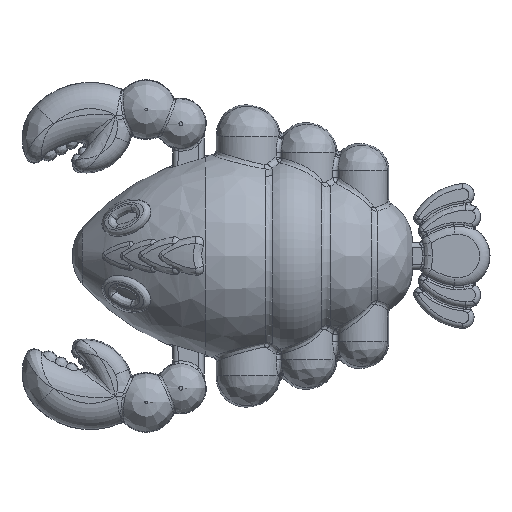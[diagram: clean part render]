
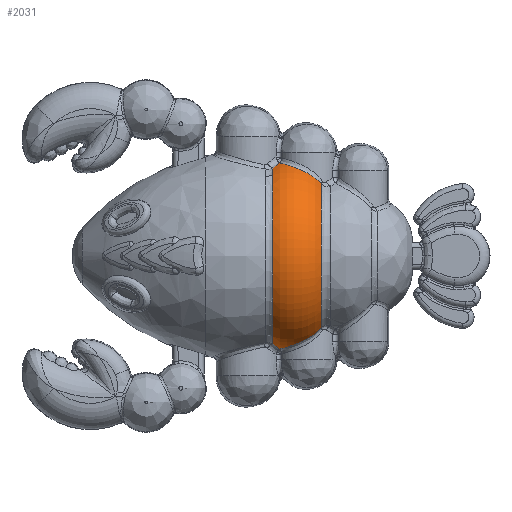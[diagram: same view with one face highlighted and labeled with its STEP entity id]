
A CAD part, top view. The second image highlights one B-rep face of the part: STEP entity #2031.
In plain terms, the highlighted toroidal (fillet/blend) face has major radius 5.721 mm and minor radius 4.113 mm.
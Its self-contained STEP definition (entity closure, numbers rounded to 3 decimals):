
#266=TOROIDAL_SURFACE('',#14985,5.721,4.113);
#1135=FACE_OUTER_BOUND('',#4958,.T.);
#2031=ADVANCED_FACE('',(#1135),#266,.T.);
#3103=CIRCLE('',#14983,9.52);
#3104=CIRCLE('',#14984,8.184);
#3825=B_SPLINE_CURVE_WITH_KNOTS('',3,(#22545,#22546,#22547,#22548),
 .UNSPECIFIED.,.F.,.F.,(4,4),(0.,1.),.UNSPECIFIED.);
#3826=B_SPLINE_CURVE_WITH_KNOTS('',3,(#22550,#22551,#22552,#22553,#22554,
#22555),.UNSPECIFIED.,.F.,.F.,(4,2,4),(0.,0.5,1.),.UNSPECIFIED.);
#3827=B_SPLINE_CURVE_WITH_KNOTS('',3,(#22559,#22560,#22561,#22562,#22563,
#22564),.UNSPECIFIED.,.F.,.F.,(4,2,4),(0.,0.5,1.),.UNSPECIFIED.);
#3828=B_SPLINE_CURVE_WITH_KNOTS('',3,(#22566,#22567,#22568,#22569,#22570,
#22571,#22572),.UNSPECIFIED.,.F.,.F.,(4,3,4),(0.,0.029,1.),
 .UNSPECIFIED.);
#4958=EDGE_LOOP('',(#6739,#6740,#6741,#6742,#6743,#6744));
#6739=ORIENTED_EDGE('',*,*,#12149,.T.);
#6740=ORIENTED_EDGE('',*,*,#12150,.T.);
#6741=ORIENTED_EDGE('',*,*,#12151,.T.);
#6742=ORIENTED_EDGE('',*,*,#12152,.T.);
#6743=ORIENTED_EDGE('',*,*,#12153,.T.);
#6744=ORIENTED_EDGE('',*,*,#12154,.T.);
#10618=VERTEX_POINT('',#22543);
#10619=VERTEX_POINT('',#22544);
#10620=VERTEX_POINT('',#22549);
#10621=VERTEX_POINT('',#22556);
#10622=VERTEX_POINT('',#22558);
#10623=VERTEX_POINT('',#22565);
#12149=EDGE_CURVE('',#10618,#10619,#3103,.T.);
#12150=EDGE_CURVE('',#10619,#10620,#3825,.T.);
#12151=EDGE_CURVE('',#10620,#10621,#3826,.T.);
#12152=EDGE_CURVE('',#10621,#10622,#3104,.T.);
#12153=EDGE_CURVE('',#10622,#10623,#3827,.T.);
#12154=EDGE_CURVE('',#10623,#10618,#3828,.T.);
#14983=AXIS2_PLACEMENT_3D('',#22542,#17007,#17008);
#14984=AXIS2_PLACEMENT_3D('',#22557,#17009,#17010);
#14985=AXIS2_PLACEMENT_3D('',#22573,#17011,#17012);
#17007=DIRECTION('',(1.,0.,0.));
#17008=DIRECTION('',(0.,0.,-1.));
#17009=DIRECTION('',(-1.,0.,0.));
#17010=DIRECTION('',(0.,0.,1.));
#17011=DIRECTION('',(1.,0.,0.));
#17012=DIRECTION('',(0.,0.,-1.));
#22542=CARTESIAN_POINT('',(-14.035,0.,0.));
#22543=CARTESIAN_POINT('',(-14.035,8.849,3.513));
#22544=CARTESIAN_POINT('',(-14.035,-8.849,3.513));
#22545=CARTESIAN_POINT('',(-14.035,-8.849,3.513));
#22546=CARTESIAN_POINT('',(-13.782,-9.05,3.289));
#22547=CARTESIAN_POINT('',(-13.545,-9.221,3.009));
#22548=CARTESIAN_POINT('',(-13.355,-9.356,2.691));
#22549=CARTESIAN_POINT('',(-13.355,-9.356,2.691));
#22550=CARTESIAN_POINT('',(-13.355,-9.356,2.691));
#22551=CARTESIAN_POINT('',(-12.924,-9.227,3.487));
#22552=CARTESIAN_POINT('',(-12.145,-9.046,4.059));
#22553=CARTESIAN_POINT('',(-10.503,-8.354,4.404));
#22554=CARTESIAN_POINT('',(-9.71,-7.871,4.183));
#22555=CARTESIAN_POINT('',(-9.165,-7.23,3.835));
#22556=CARTESIAN_POINT('',(-9.165,-7.23,3.835));
#22557=CARTESIAN_POINT('',(-9.165,0.,0.));
#22558=CARTESIAN_POINT('',(-9.165,7.23,3.835));
#22559=CARTESIAN_POINT('',(-9.165,7.23,3.835));
#22560=CARTESIAN_POINT('',(-9.711,7.872,4.183));
#22561=CARTESIAN_POINT('',(-10.499,8.352,4.405));
#22562=CARTESIAN_POINT('',(-12.145,9.046,4.059));
#22563=CARTESIAN_POINT('',(-12.924,9.227,3.488));
#22564=CARTESIAN_POINT('',(-13.355,9.356,2.691));
#22565=CARTESIAN_POINT('',(-13.355,9.356,2.691));
#22566=CARTESIAN_POINT('',(-13.355,9.356,2.691));
#22567=CARTESIAN_POINT('',(-13.361,9.352,2.7));
#22568=CARTESIAN_POINT('',(-13.366,9.348,2.71));
#22569=CARTESIAN_POINT('',(-13.372,9.344,2.719));
#22570=CARTESIAN_POINT('',(-13.558,9.211,3.025));
#22571=CARTESIAN_POINT('',(-13.789,9.045,3.295));
#22572=CARTESIAN_POINT('',(-14.035,8.849,3.513));
#22573=CARTESIAN_POINT('',(-12.459,0.,0.));
